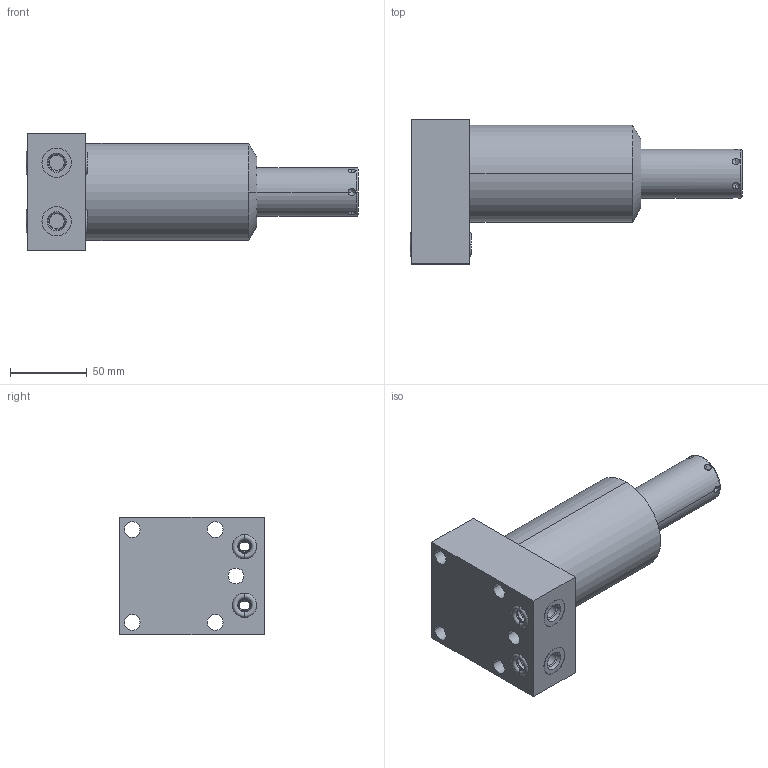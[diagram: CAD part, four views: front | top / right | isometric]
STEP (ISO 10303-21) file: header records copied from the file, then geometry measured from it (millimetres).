
FILE_DESCRIPTION((''),'2;1');
FILE_NAME('ILC14221803S','2018-06-20T',('act'),(''),'PRO/ENGINEER BY PARAMETRIC TECHNOLOGY CORPORATION, 2013320','PRO/ENGINEER BY PARAMETRIC TECHNOLOGY CORPORATION, 2013320','');
FILE_SCHEMA(('AUTOMOTIVE_DESIGN { 1 0 10303 214 1 1 1 1 }'));
Length unit declared in the file: inch
Products named in the file (1): ILC14221803S
Bounding box: 215.82 x 93.68 x 76.2 mm (x, y, z)
Volume: 640821.4 mm3; surface area: 66668.8 mm2
Topology: 5 solids, 6 shells, 121 faces, 288 edges, 167 vertices
Faces by surface type: cylinder 42, cone 40, plane 21, torus 18
Entity records: 4718 total; most frequent: CARTESIAN_POINT 794, DIRECTION 640, ORIENTED_EDGE 544, PRESENTATION_STYLE_ASSIGNMENT 299, STYLED_ITEM 280, CURVE_STYLE 274, EDGE_CURVE 274, AXIS2_PLACEMENT_3D 268
